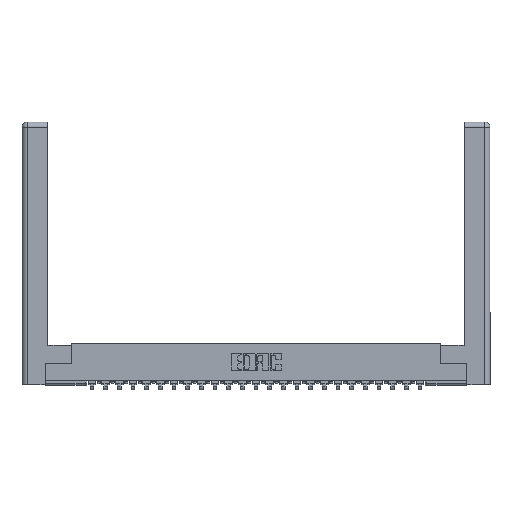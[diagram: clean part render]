
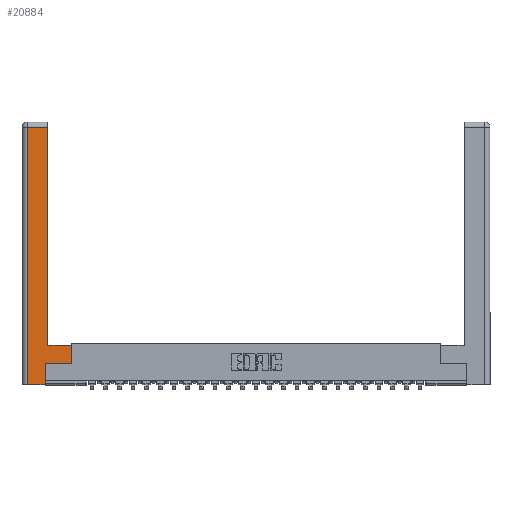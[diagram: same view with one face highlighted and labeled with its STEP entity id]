
A CAD part, top view. The second image highlights one B-rep face of the part: STEP entity #20884.
In plain terms, the highlighted planar face has unit normal (0, 0, 1).
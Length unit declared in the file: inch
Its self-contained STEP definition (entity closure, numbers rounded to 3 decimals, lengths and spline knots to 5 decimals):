
#15 = VERTEX_POINT ( 'NONE', #16048 ) ;
#190 = EDGE_CURVE ( 'NONE', #18063, #6603, #22571, .T. ) ;
#672 = VERTEX_POINT ( 'NONE', #18694 ) ;
#757 = CARTESIAN_POINT ( 'NONE',  ( 0.565, 0.245, 0. ) ) ;
#791 = VERTEX_POINT ( 'NONE', #21165 ) ;
#897 = VERTEX_POINT ( 'NONE', #24041 ) ;
#1245 = PLANE ( 'NONE',  #11259 ) ;
#1544 = LINE ( 'NONE', #18360, #3885 ) ;
#1706 = VECTOR ( 'NONE', #16146, 39.37008 ) ;
#1807 = EDGE_CURVE ( 'NONE', #897, #17086, #21519, .T. ) ;
#1903 = CARTESIAN_POINT ( 'NONE',  ( 0.565, 0.45, 0. ) ) ;
#2026 = VECTOR ( 'NONE', #17530, 39.37008 ) ;
#2763 = CARTESIAN_POINT ( 'NONE',  ( 0.265, 0., 0. ) ) ;
#3559 = DIRECTION ( 'NONE',  ( -1., 0., 0. ) ) ;
#3885 = VECTOR ( 'NONE', #24949, 39.37008 ) ;
#4360 = VECTOR ( 'NONE', #25474, 39.37008 ) ;
#4647 = CARTESIAN_POINT ( 'NONE',  ( 0.0615, 2.94, 0. ) ) ;
#5446 = LINE ( 'NONE', #7499, #2026 ) ;
#5596 = CARTESIAN_POINT ( 'NONE',  ( 0., 0., 0. ) ) ;
#6548 = CARTESIAN_POINT ( 'NONE',  ( 0.565, 0.45, 0. ) ) ;
#6603 = VERTEX_POINT ( 'NONE', #6548 ) ;
#6614 = VERTEX_POINT ( 'NONE', #19131 ) ;
#7499 = CARTESIAN_POINT ( 'NONE',  ( 0.295, 0.45, 0. ) ) ;
#10405 = ORIENTED_EDGE ( 'NONE', *, *, #19282, .T. ) ;
#10884 = ORIENTED_EDGE ( 'NONE', *, *, #1807, .T. ) ;
#11259 = AXIS2_PLACEMENT_3D ( 'NONE', #5596, #13963, #3559 ) ;
#11319 = LINE ( 'NONE', #19667, #14637 ) ;
#11795 = CARTESIAN_POINT ( 'NONE',  ( 0.265, 0., 0. ) ) ;
#13788 = LINE ( 'NONE', #23792, #21318 ) ;
#13834 = EDGE_CURVE ( 'NONE', #791, #897, #11319, .T. ) ;
#13963 = DIRECTION ( 'NONE',  ( 0., 0., -1. ) ) ;
#14637 = VECTOR ( 'NONE', #26091, 39.37008 ) ;
#16048 = CARTESIAN_POINT ( 'NONE',  ( 0.265, 0.245, 0. ) ) ;
#16097 = CARTESIAN_POINT ( 'NONE',  ( 0.565, 0.245, 0. ) ) ;
#16146 = DIRECTION ( 'NONE',  ( 0., 1., 0. ) ) ;
#17086 = VERTEX_POINT ( 'NONE', #11795 ) ;
#17129 = LINE ( 'NONE', #4647, #4360 ) ;
#17530 = DIRECTION ( 'NONE',  ( -1., 0., 0. ) ) ;
#17555 = EDGE_CURVE ( 'NONE', #6603, #6614, #5446, .T. ) ;
#18063 = VERTEX_POINT ( 'NONE', #16097 ) ;
#18360 = CARTESIAN_POINT ( 'NONE',  ( 0.295, 3., 0. ) ) ;
#18694 = CARTESIAN_POINT ( 'NONE',  ( 0.295, 2.94, 0. ) ) ;
#19131 = CARTESIAN_POINT ( 'NONE',  ( 0.295, 0.45, 0. ) ) ;
#19240 = ORIENTED_EDGE ( 'NONE', *, *, #22272, .T. ) ;
#19282 = EDGE_CURVE ( 'NONE', #17086, #15, #13788, .T. ) ;
#19489 = LINE ( 'NONE', #757, #23630 ) ;
#19667 = CARTESIAN_POINT ( 'NONE',  ( 0.0615, 0., 0. ) ) ;
#19976 = FACE_OUTER_BOUND ( 'NONE', #24646, .T. ) ;
#20372 = ORIENTED_EDGE ( 'NONE', *, *, #25909, .T. ) ;
#20884 = ADVANCED_FACE ( 'NONE', ( #19976 ), #1245, .F. ) ;
#21035 = ORIENTED_EDGE ( 'NONE', *, *, #23310, .T. ) ;
#21165 = CARTESIAN_POINT ( 'NONE',  ( 0.0615, 2.94, 0. ) ) ;
#21179 = ORIENTED_EDGE ( 'NONE', *, *, #17555, .T. ) ;
#21318 = VECTOR ( 'NONE', #22151, 39.37008 ) ;
#21429 = VECTOR ( 'NONE', #23704, 39.37008 ) ;
#21519 = LINE ( 'NONE', #2763, #21429 ) ;
#22151 = DIRECTION ( 'NONE',  ( 0., 1., 0. ) ) ;
#22272 = EDGE_CURVE ( 'NONE', #6614, #672, #1544, .T. ) ;
#22450 = ORIENTED_EDGE ( 'NONE', *, *, #13834, .T. ) ;
#22571 = LINE ( 'NONE', #1903, #1706 ) ;
#23310 = EDGE_CURVE ( 'NONE', #15, #18063, #19489, .T. ) ;
#23339 = DIRECTION ( 'NONE',  ( 1., 0., 0. ) ) ;
#23630 = VECTOR ( 'NONE', #23339, 39.37008 ) ;
#23704 = DIRECTION ( 'NONE',  ( 1., 0., 0. ) ) ;
#23792 = CARTESIAN_POINT ( 'NONE',  ( 0.265, 0.245, 0. ) ) ;
#24041 = CARTESIAN_POINT ( 'NONE',  ( 0.0615, 0., 0. ) ) ;
#24646 = EDGE_LOOP ( 'NONE', ( #19240, #20372, #22450, #10884, #10405, #21035, #26212, #21179 ) ) ;
#24949 = DIRECTION ( 'NONE',  ( 0., 1., 0. ) ) ;
#25474 = DIRECTION ( 'NONE',  ( -1., 0., 0. ) ) ;
#25909 = EDGE_CURVE ( 'NONE', #672, #791, #17129, .T. ) ;
#26091 = DIRECTION ( 'NONE',  ( 0., -1., 0. ) ) ;
#26212 = ORIENTED_EDGE ( 'NONE', *, *, #190, .T. ) ;
